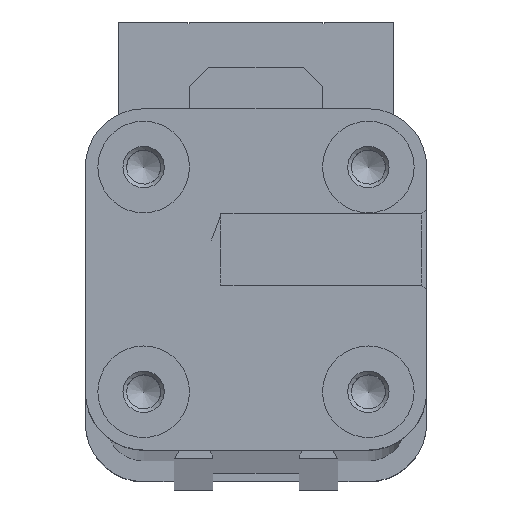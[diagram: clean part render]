
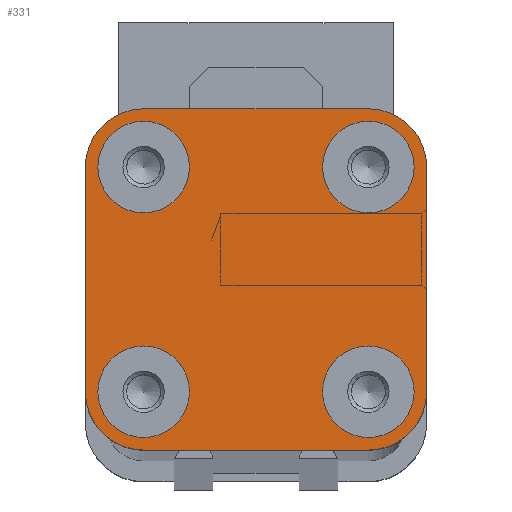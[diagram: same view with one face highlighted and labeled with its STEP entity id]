
A CAD part, top view. The second image highlights one B-rep face of the part: STEP entity #331.
In plain terms, the highlighted planar face has unit normal (0, 0, 1).
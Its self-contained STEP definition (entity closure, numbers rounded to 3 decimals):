
#331 = ADVANCED_FACE( '', ( #813, #814, #815, #816, #817 ), #818, .T. );
#813 = FACE_BOUND( '', #1544, .T. );
#814 = FACE_BOUND( '', #1545, .T. );
#815 = FACE_BOUND( '', #1546, .T. );
#816 = FACE_BOUND( '', #1547, .T. );
#817 = FACE_OUTER_BOUND( '', #1548, .T. );
#818 = PLANE( '', #1549 );
#1544 = EDGE_LOOP( '', ( #2291 ) );
#1545 = EDGE_LOOP( '', ( #2292 ) );
#1546 = EDGE_LOOP( '', ( #2293 ) );
#1547 = EDGE_LOOP( '', ( #2294 ) );
#1548 = EDGE_LOOP( '', ( #2295, #2296, #2297, #2298, #2299, #2300, #2301, #2302 ) );
#1549 = AXIS2_PLACEMENT_3D( '', #2303, #2304, #2305 );
#2291 = ORIENTED_EDGE( '', *, *, #4093, .T. );
#2292 = ORIENTED_EDGE( '', *, *, #4094, .T. );
#2293 = ORIENTED_EDGE( '', *, *, #4095, .T. );
#2294 = ORIENTED_EDGE( '', *, *, #4096, .T. );
#2295 = ORIENTED_EDGE( '', *, *, #4097, .T. );
#2296 = ORIENTED_EDGE( '', *, *, #4098, .T. );
#2297 = ORIENTED_EDGE( '', *, *, #4099, .T. );
#2298 = ORIENTED_EDGE( '', *, *, #4100, .T. );
#2299 = ORIENTED_EDGE( '', *, *, #4101, .T. );
#2300 = ORIENTED_EDGE( '', *, *, #4102, .T. );
#2301 = ORIENTED_EDGE( '', *, *, #4103, .T. );
#2302 = ORIENTED_EDGE( '', *, *, #4104, .T. );
#2303 = CARTESIAN_POINT( '', ( -13.5, -13.5, 1100. ) );
#2304 = DIRECTION( '', ( 0., 0., 1. ) );
#2305 = DIRECTION( '', ( 1., 0., 0. ) );
#4093 = EDGE_CURVE( '', #4820, #4820, #4821, .F. );
#4094 = EDGE_CURVE( '', #4822, #4822, #4823, .F. );
#4095 = EDGE_CURVE( '', #4824, #4824, #4825, .F. );
#4096 = EDGE_CURVE( '', #4826, #4826, #4827, .F. );
#4097 = EDGE_CURVE( '', #4828, #4829, #4830, .T. );
#4098 = EDGE_CURVE( '', #4829, #4831, #4832, .T. );
#4099 = EDGE_CURVE( '', #4831, #4833, #4834, .T. );
#4100 = EDGE_CURVE( '', #4833, #4835, #4836, .T. );
#4101 = EDGE_CURVE( '', #4835, #4837, #4838, .T. );
#4102 = EDGE_CURVE( '', #4837, #4839, #4840, .T. );
#4103 = EDGE_CURVE( '', #4839, #4841, #4842, .T. );
#4104 = EDGE_CURVE( '', #4841, #4828, #4843, .T. );
#4820 = VERTEX_POINT( '', #5865 );
#4821 = CIRCLE( '', #5866, 5.5 );
#4822 = VERTEX_POINT( '', #5867 );
#4823 = CIRCLE( '', #5868, 5.5 );
#4824 = VERTEX_POINT( '', #5869 );
#4825 = CIRCLE( '', #5870, 5.5 );
#4826 = VERTEX_POINT( '', #5871 );
#4827 = CIRCLE( '', #5872, 5.5 );
#4828 = VERTEX_POINT( '', #5873 );
#4829 = VERTEX_POINT( '', #5874 );
#4830 = LINE( '', #5875, #5876 );
#4831 = VERTEX_POINT( '', #5877 );
#4832 = CIRCLE( '', #5878, 7. );
#4833 = VERTEX_POINT( '', #5879 );
#4834 = LINE( '', #5880, #5881 );
#4835 = VERTEX_POINT( '', #5882 );
#4836 = CIRCLE( '', #5883, 7. );
#4837 = VERTEX_POINT( '', #5884 );
#4838 = LINE( '', #5885, #5886 );
#4839 = VERTEX_POINT( '', #5887 );
#4840 = CIRCLE( '', #5888, 7. );
#4841 = VERTEX_POINT( '', #5889 );
#4842 = LINE( '', #5890, #5891 );
#4843 = CIRCLE( '', #5892, 7. );
#5865 = CARTESIAN_POINT( '', ( 19., -13.5, 1100. ) );
#5866 = AXIS2_PLACEMENT_3D( '', #7225, #7226, #7227 );
#5867 = CARTESIAN_POINT( '', ( -8., -13.5, 1100. ) );
#5868 = AXIS2_PLACEMENT_3D( '', #7228, #7229, #7230 );
#5869 = CARTESIAN_POINT( '', ( 19., 13.5, 1100. ) );
#5870 = AXIS2_PLACEMENT_3D( '', #7231, #7232, #7233 );
#5871 = CARTESIAN_POINT( '', ( -8., 13.5, 1100. ) );
#5872 = AXIS2_PLACEMENT_3D( '', #7234, #7235, #7236 );
#5873 = CARTESIAN_POINT( '', ( -20.5, 13.5, 1100. ) );
#5874 = CARTESIAN_POINT( '', ( -20.5, -13.5, 1100. ) );
#5875 = CARTESIAN_POINT( '', ( -20.5, 13.5, 1100. ) );
#5876 = VECTOR( '', #7237, 1000. );
#5877 = CARTESIAN_POINT( '', ( -13.5, -20.5, 1100. ) );
#5878 = AXIS2_PLACEMENT_3D( '', #7238, #7239, #7240 );
#5879 = CARTESIAN_POINT( '', ( 13.5, -20.5, 1100. ) );
#5880 = CARTESIAN_POINT( '', ( -13.5, -20.5, 1100. ) );
#5881 = VECTOR( '', #7241, 1000. );
#5882 = CARTESIAN_POINT( '', ( 20.5, -13.5, 1100. ) );
#5883 = AXIS2_PLACEMENT_3D( '', #7242, #7243, #7244 );
#5884 = CARTESIAN_POINT( '', ( 20.5, 13.5, 1100. ) );
#5885 = CARTESIAN_POINT( '', ( 20.5, -13.5, 1100. ) );
#5886 = VECTOR( '', #7245, 1000. );
#5887 = CARTESIAN_POINT( '', ( 13.5, 20.5, 1100. ) );
#5888 = AXIS2_PLACEMENT_3D( '', #7246, #7247, #7248 );
#5889 = CARTESIAN_POINT( '', ( -13.5, 20.5, 1100. ) );
#5890 = CARTESIAN_POINT( '', ( 13.5, 20.5, 1100. ) );
#5891 = VECTOR( '', #7249, 1000. );
#5892 = AXIS2_PLACEMENT_3D( '', #7250, #7251, #7252 );
#7225 = CARTESIAN_POINT( '', ( 13.5, -13.5, 1100. ) );
#7226 = DIRECTION( '', ( 0., 0., 1. ) );
#7227 = DIRECTION( '', ( 1., 0., 0. ) );
#7228 = CARTESIAN_POINT( '', ( -13.5, -13.5, 1100. ) );
#7229 = DIRECTION( '', ( 0., 0., 1. ) );
#7230 = DIRECTION( '', ( 1., 0., 0. ) );
#7231 = CARTESIAN_POINT( '', ( 13.5, 13.5, 1100. ) );
#7232 = DIRECTION( '', ( 0., 0., 1. ) );
#7233 = DIRECTION( '', ( 1., 0., 0. ) );
#7234 = CARTESIAN_POINT( '', ( -13.5, 13.5, 1100. ) );
#7235 = DIRECTION( '', ( 0., 0., 1. ) );
#7236 = DIRECTION( '', ( 1., 0., 0. ) );
#7237 = DIRECTION( '', ( 0., -1., 0. ) );
#7238 = CARTESIAN_POINT( '', ( -13.5, -13.5, 1100. ) );
#7239 = DIRECTION( '', ( 0., 0., 1. ) );
#7240 = DIRECTION( '', ( 1., 0., 0. ) );
#7241 = DIRECTION( '', ( 1., 0., 0. ) );
#7242 = CARTESIAN_POINT( '', ( 13.5, -13.5, 1100. ) );
#7243 = DIRECTION( '', ( 0., 0., 1. ) );
#7244 = DIRECTION( '', ( 1., 0., 0. ) );
#7245 = DIRECTION( '', ( 0., 1., 0. ) );
#7246 = CARTESIAN_POINT( '', ( 13.5, 13.5, 1100. ) );
#7247 = DIRECTION( '', ( 0., 0., 1. ) );
#7248 = DIRECTION( '', ( 1., 0., 0. ) );
#7249 = DIRECTION( '', ( -1., 0., 0. ) );
#7250 = CARTESIAN_POINT( '', ( -13.5, 13.5, 1100. ) );
#7251 = DIRECTION( '', ( 0., 0., 1. ) );
#7252 = DIRECTION( '', ( 1., 0., 0. ) );
